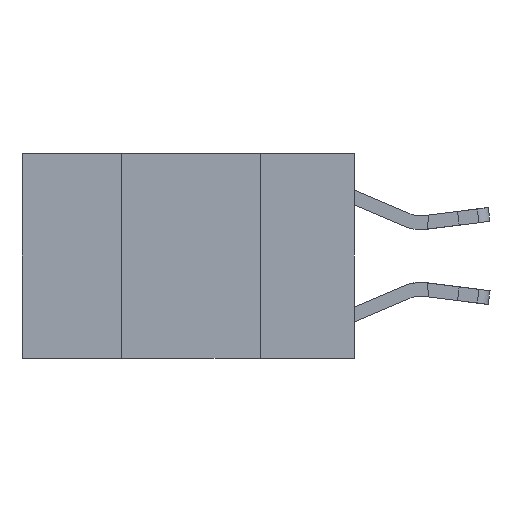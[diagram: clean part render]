
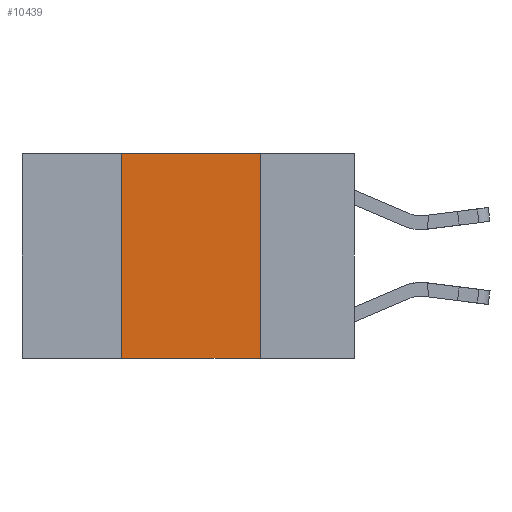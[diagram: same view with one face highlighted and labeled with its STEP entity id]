
A CAD part, left-side view. The second image highlights one B-rep face of the part: STEP entity #10439.
In plain terms, the highlighted planar face has unit normal (-1, 0, 0).
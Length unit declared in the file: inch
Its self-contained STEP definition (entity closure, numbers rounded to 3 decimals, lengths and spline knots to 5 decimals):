
#2575 = CARTESIAN_POINT ( 'NONE',  ( 0., 0.42, 0. ) ) ;
#2947 = EDGE_CURVE ( 'NONE', #18553, #22281, #25818, .T. ) ;
#4107 = FACE_OUTER_BOUND ( 'NONE', #15906, .T. ) ;
#4515 = DIRECTION ( 'NONE',  ( 0., 0., 1. ) ) ;
#6062 = ORIENTED_EDGE ( 'NONE', *, *, #2947, .F. ) ;
#6082 = EDGE_CURVE ( 'NONE', #12227, #18553, #20062, .T. ) ;
#7144 = EDGE_CURVE ( 'NONE', #12227, #9884, #8339, .T. ) ;
#8099 = LINE ( 'NONE', #9967, #17858 ) ;
#8301 = CARTESIAN_POINT ( 'NONE',  ( 0., 0.6, 0. ) ) ;
#8339 = LINE ( 'NONE', #11730, #13889 ) ;
#8713 = VECTOR ( 'NONE', #19258, 39.37008 ) ;
#9642 = DIRECTION ( 'NONE',  ( 0., -1., 0. ) ) ;
#9884 = VERTEX_POINT ( 'NONE', #25221 ) ;
#9967 = CARTESIAN_POINT ( 'NONE',  ( 0., 0.17, 0. ) ) ;
#10294 = EDGE_CURVE ( 'NONE', #22281, #9884, #8099, .T. ) ;
#10415 = DIRECTION ( 'NONE',  ( 0., 0., -1. ) ) ;
#10439 = ADVANCED_FACE ( 'NONE', ( #4107 ), #20706, .F. ) ;
#10790 = CARTESIAN_POINT ( 'NONE',  ( 0., 0.42, 0. ) ) ;
#11010 = ORIENTED_EDGE ( 'NONE', *, *, #10294, .F. ) ;
#11646 = ORIENTED_EDGE ( 'NONE', *, *, #6082, .F. ) ;
#11730 = CARTESIAN_POINT ( 'NONE',  ( 0., 0.6, -0.37 ) ) ;
#12088 = CARTESIAN_POINT ( 'NONE',  ( 0., 0.42, -0.37 ) ) ;
#12227 = VERTEX_POINT ( 'NONE', #12088 ) ;
#12310 = ORIENTED_EDGE ( 'NONE', *, *, #7144, .T. ) ;
#13074 = AXIS2_PLACEMENT_3D ( 'NONE', #8301, #22794, #10415 ) ;
#13889 = VECTOR ( 'NONE', #9642, 39.37008 ) ;
#14597 = VECTOR ( 'NONE', #4515, 39.37008 ) ;
#15906 = EDGE_LOOP ( 'NONE', ( #11010, #6062, #11646, #12310 ) ) ;
#17858 = VECTOR ( 'NONE', #24397, 39.37008 ) ;
#18553 = VERTEX_POINT ( 'NONE', #2575 ) ;
#19258 = DIRECTION ( 'NONE',  ( 0., -1., 0. ) ) ;
#20062 = LINE ( 'NONE', #10790, #14597 ) ;
#20706 = PLANE ( 'NONE',  #13074 ) ;
#21920 = CARTESIAN_POINT ( 'NONE',  ( 0., 0.17, 0. ) ) ;
#22281 = VERTEX_POINT ( 'NONE', #21920 ) ;
#22794 = DIRECTION ( 'NONE',  ( 1., 0., 0. ) ) ;
#23403 = CARTESIAN_POINT ( 'NONE',  ( 0., 0.6, 0. ) ) ;
#24397 = DIRECTION ( 'NONE',  ( 0., 0., -1. ) ) ;
#25221 = CARTESIAN_POINT ( 'NONE',  ( 0., 0.17, -0.37 ) ) ;
#25818 = LINE ( 'NONE', #23403, #8713 ) ;
